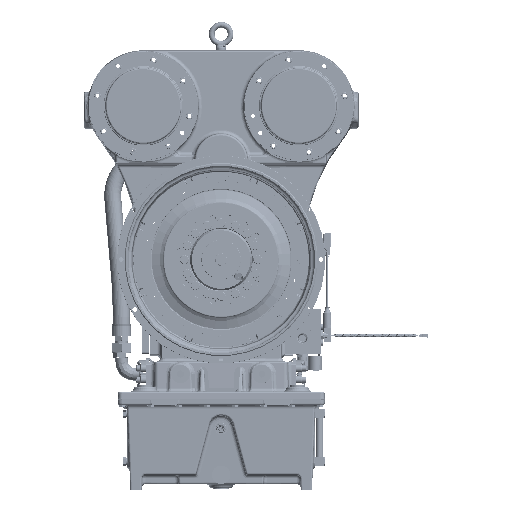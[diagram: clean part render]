
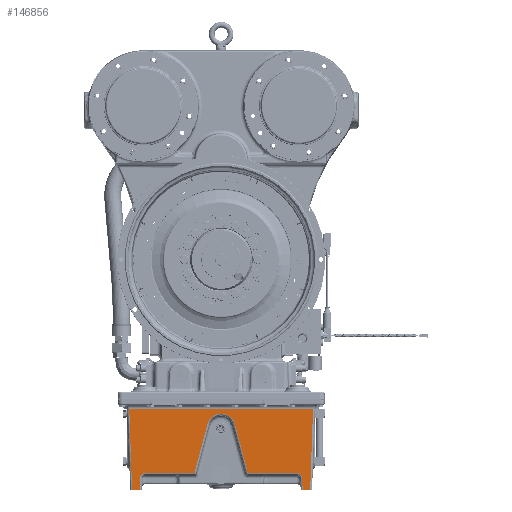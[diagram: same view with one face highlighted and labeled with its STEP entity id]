
A CAD part, top view. The second image highlights one B-rep face of the part: STEP entity #146856.
In plain terms, the highlighted planar face has unit normal (0, -0.035, 0.999).
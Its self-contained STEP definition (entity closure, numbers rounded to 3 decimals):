
#5056 = EDGE_CURVE ( 'NONE', #176376, #146282, #205220, .T. ) ;
#6944 = ORIENTED_EDGE ( 'NONE', *, *, #160193, .F. ) ;
#12634 = LINE ( 'NONE', #251240, #165820 ) ;
#16651 =( BOUNDED_CURVE ( )  B_SPLINE_CURVE ( 3, ( #270866, #248555, #60098, #101926 ),
 .UNSPECIFIED., .F., .T. ) 
 B_SPLINE_CURVE_WITH_KNOTS ( ( 4, 4 ),
 ( 0., 1.536 ),
 .UNSPECIFIED. ) 
 CURVE ( )  GEOMETRIC_REPRESENTATION_ITEM ( )  RATIONAL_B_SPLINE_CURVE ( ( 1., 0.813, 0.813, 1. ) ) 
 REPRESENTATION_ITEM ( '' )  );
#16776 = VECTOR ( 'NONE', #152882, 1000. ) ;
#17840 = ORIENTED_EDGE ( 'NONE', *, *, #197381, .T. ) ;
#20416 = PLANE ( 'NONE',  #152166 ) ;
#20807 = EDGE_CURVE ( 'NONE', #158007, #144667, #234199, .T. ) ;
#29454 = CARTESIAN_POINT ( 'NONE',  ( 23.867, -390.56, 111.649 ) ) ;
#41068 = EDGE_CURVE ( 'NONE', #193393, #82311, #16651, .T. ) ;
#48610 = VECTOR ( 'NONE', #166542, 1000. ) ;
#52834 = ORIENTED_EDGE ( 'NONE', *, *, #217524, .T. ) ;
#54824 = CARTESIAN_POINT ( 'NONE',  ( -215.334, -580.851, 105.004 ) ) ;
#56671 = VECTOR ( 'NONE', #70362, 1000. ) ;
#57355 =( BOUNDED_CURVE ( )  B_SPLINE_CURVE ( 3, ( #90983, #261285, #29454, #157916 ),
 .UNSPECIFIED., .F., .T. ) 
 B_SPLINE_CURVE_WITH_KNOTS ( ( 4, 4 ),
 ( 4.974, 7.592 ),
 .UNSPECIFIED. ) 
 CURVE ( )  GEOMETRIC_REPRESENTATION_ITEM ( )  RATIONAL_B_SPLINE_CURVE ( ( 1., 0.506, 0.506, 1. ) ) 
 REPRESENTATION_ITEM ( '' )  );
#60098 = CARTESIAN_POINT ( 'NONE',  ( 215.036, -572.311, 105.302 ) ) ;
#60652 = CARTESIAN_POINT ( 'NONE',  ( 236.447, -611.2, 103.944 ) ) ;
#65037 = CARTESIAN_POINT ( 'NONE',  ( 180., -395.851, 111.465 ) ) ;
#67540 = LINE ( 'NONE', #70284, #160281 ) ;
#68065 = VECTOR ( 'NONE', #256560, 1000. ) ;
#69118 = LINE ( 'NONE', #237979, #16776 ) ;
#70284 = CARTESIAN_POINT ( 'NONE',  ( 180., -611.2, 103.944 ) ) ;
#70362 = DIRECTION ( 'NONE',  ( -1., 0., 0. ) ) ;
#71188 = VECTOR ( 'NONE', #203537, 1000. ) ;
#71987 = CARTESIAN_POINT ( 'NONE',  ( 180., -366.2, 112.5 ) ) ;
#74812 = EDGE_CURVE ( 'NONE', #143249, #126846, #267185, .T. ) ;
#78943 = CARTESIAN_POINT ( 'NONE',  ( 36.222, -436.669, 110.039 ) ) ;
#79639 = ORIENTED_EDGE ( 'NONE', *, *, #115852, .T. ) ;
#82311 = VERTEX_POINT ( 'NONE', #145823 ) ;
#86979 = EDGE_CURVE ( 'NONE', #143249, #262164, #67540, .T. ) ;
#87357 = LINE ( 'NONE', #65037, #276297 ) ;
#87481 = ORIENTED_EDGE ( 'NONE', *, *, #241743, .T. ) ;
#88391 = VECTOR ( 'NONE', #160420, 1000. ) ;
#90983 = CARTESIAN_POINT ( 'NONE',  ( -36.222, -436.669, 110.039 ) ) ;
#91394 = CARTESIAN_POINT ( 'NONE',  ( 244.924, -368.464, 112.421 ) ) ;
#91440 = DIRECTION ( 'NONE',  ( -1., 0., 0. ) ) ;
#92680 = EDGE_CURVE ( 'NONE', #135583, #120272, #102633, .T. ) ;
#97364 = VECTOR ( 'NONE', #112275, 1000. ) ;
#98293 = CARTESIAN_POINT ( 'NONE',  ( -200.343, -566.374, 105.51 ) ) ;
#98564 = CARTESIAN_POINT ( 'NONE',  ( 200.343, -566.374, 105.51 ) ) ;
#101926 = CARTESIAN_POINT ( 'NONE',  ( 215.334, -580.851, 105.004 ) ) ;
#102271 = LINE ( 'NONE', #251650, #48610 ) ;
#102633 = LINE ( 'NONE', #221790, #206913 ) ;
#104030 = ORIENTED_EDGE ( 'NONE', *, *, #209507, .T. ) ;
#112275 = DIRECTION ( 'NONE',  ( 0.035, 0.999, 0.035 ) ) ;
#115852 = EDGE_CURVE ( 'NONE', #120272, #201843, #57355, .T. ) ;
#120272 = VERTEX_POINT ( 'NONE', #257775 ) ;
#126846 = VERTEX_POINT ( 'NONE', #273681 ) ;
#130624 = DIRECTION ( 'NONE',  ( 0., -0.035, 0.999 ) ) ;
#135583 = VERTEX_POINT ( 'NONE', #191095 ) ;
#140799 = CARTESIAN_POINT ( 'NONE',  ( -215.328, -580.677, 105.01 ) ) ;
#141192 = VERTEX_POINT ( 'NONE', #224563 ) ;
#143249 = VERTEX_POINT ( 'NONE', #60652 ) ;
#144667 = VERTEX_POINT ( 'NONE', #179281 ) ;
#144714 = ORIENTED_EDGE ( 'NONE', *, *, #5056, .T. ) ;
#145823 = CARTESIAN_POINT ( 'NONE',  ( 215.334, -580.851, 105.004 ) ) ;
#145946 = DIRECTION ( 'NONE',  ( 0.259, 0.965, 0.034 ) ) ;
#146282 = VERTEX_POINT ( 'NONE', #98293 ) ;
#146856 = ADVANCED_FACE ( 'NONE', ( #167044 ), #20416, .T. ) ;
#148548 = ORIENTED_EDGE ( 'NONE', *, *, #41068, .T. ) ;
#152166 = AXIS2_PLACEMENT_3D ( 'NONE', #71987, #130624, #176638 ) ;
#152882 = DIRECTION ( 'NONE',  ( 0.259, -0.965, -0.034 ) ) ;
#156481 = CARTESIAN_POINT ( 'NONE',  ( -243.968, -395.851, 111.465 ) ) ;
#157916 = CARTESIAN_POINT ( 'NONE',  ( 36.222, -436.669, 110.039 ) ) ;
#158007 = VERTEX_POINT ( 'NONE', #156481 ) ;
#159925 = ORIENTED_EDGE ( 'NONE', *, *, #86979, .F. ) ;
#160193 = EDGE_CURVE ( 'NONE', #141192, #144667, #179113, .T. ) ;
#160281 = VECTOR ( 'NONE', #198628, 1000. ) ;
#160420 = DIRECTION ( 'NONE',  ( 0.035, -0.999, -0.035 ) ) ;
#165820 = VECTOR ( 'NONE', #247076, 1000. ) ;
#166542 = DIRECTION ( 'NONE',  ( 1., 0., 0. ) ) ;
#167044 = FACE_OUTER_BOUND ( 'NONE', #266778, .T. ) ;
#168097 = ORIENTED_EDGE ( 'NONE', *, *, #92680, .T. ) ;
#170116 = VERTEX_POINT ( 'NONE', #174276 ) ;
#171378 = CARTESIAN_POINT ( 'NONE',  ( -244.486, -381.005, 111.983 ) ) ;
#174276 = CARTESIAN_POINT ( 'NONE',  ( 70.977, -566.374, 105.51 ) ) ;
#176376 = VERTEX_POINT ( 'NONE', #54824 ) ;
#176638 = DIRECTION ( 'NONE',  ( 0., -0.999, -0.035 ) ) ;
#179113 = LINE ( 'NONE', #264303, #56671 ) ;
#179281 = CARTESIAN_POINT ( 'NONE',  ( -236.447, -611.2, 103.944 ) ) ;
#179934 = LINE ( 'NONE', #185420, #88391 ) ;
#182914 = ORIENTED_EDGE ( 'NONE', *, *, #193082, .T. ) ;
#185359 = CARTESIAN_POINT ( 'NONE',  ( -208.889, -566.374, 105.51 ) ) ;
#185420 = CARTESIAN_POINT ( 'NONE',  ( 216.562, -616.026, 103.776 ) ) ;
#191095 = CARTESIAN_POINT ( 'NONE',  ( -70.977, -566.374, 105.51 ) ) ;
#192045 = ORIENTED_EDGE ( 'NONE', *, *, #74812, .T. ) ;
#193082 = EDGE_CURVE ( 'NONE', #82311, #262164, #179934, .T. ) ;
#193393 = VERTEX_POINT ( 'NONE', #98564 ) ;
#194592 = ORIENTED_EDGE ( 'NONE', *, *, #266354, .T. ) ;
#197381 = EDGE_CURVE ( 'NONE', #146282, #135583, #12634, .T. ) ;
#197970 = CARTESIAN_POINT ( 'NONE',  ( 216.394, -611.2, 103.944 ) ) ;
#198628 = DIRECTION ( 'NONE',  ( -1., 0., 0. ) ) ;
#201843 = VERTEX_POINT ( 'NONE', #78943 ) ;
#202137 = LINE ( 'NONE', #140799, #71188 ) ;
#203537 = DIRECTION ( 'NONE',  ( 0.035, 0.999, 0.035 ) ) ;
#205220 =( BOUNDED_CURVE ( )  B_SPLINE_CURVE ( 3, ( #249607, #231421, #185359, #270542 ),
 .UNSPECIFIED., .F., .F. ) 
 B_SPLINE_CURVE_WITH_KNOTS ( ( 4, 4 ),
 ( 1.606, 3.142 ),
 .UNSPECIFIED. ) 
 CURVE ( )  GEOMETRIC_REPRESENTATION_ITEM ( )  RATIONAL_B_SPLINE_CURVE ( ( 1., 0.813, 0.813, 1. ) ) 
 REPRESENTATION_ITEM ( '' )  );
#206913 = VECTOR ( 'NONE', #145946, 1000. ) ;
#209507 = EDGE_CURVE ( 'NONE', #126846, #158007, #87357, .T. ) ;
#217524 = EDGE_CURVE ( 'NONE', #170116, #193393, #102271, .T. ) ;
#221790 = CARTESIAN_POINT ( 'NONE',  ( -36.179, -436.507, 110.045 ) ) ;
#224563 = CARTESIAN_POINT ( 'NONE',  ( -216.394, -611.2, 103.944 ) ) ;
#231421 = CARTESIAN_POINT ( 'NONE',  ( -215.036, -572.311, 105.302 ) ) ;
#234199 = LINE ( 'NONE', #171378, #68065 ) ;
#237979 = CARTESIAN_POINT ( 'NONE',  ( 70.934, -566.213, 105.515 ) ) ;
#241743 = EDGE_CURVE ( 'NONE', #141192, #176376, #202137, .T. ) ;
#247076 = DIRECTION ( 'NONE',  ( 1., 0., 0. ) ) ;
#248555 = CARTESIAN_POINT ( 'NONE',  ( 208.889, -566.374, 105.51 ) ) ;
#249607 = CARTESIAN_POINT ( 'NONE',  ( -215.334, -580.851, 105.004 ) ) ;
#251240 = CARTESIAN_POINT ( 'NONE',  ( 180., -566.374, 105.51 ) ) ;
#251650 = CARTESIAN_POINT ( 'NONE',  ( 180., -566.374, 105.51 ) ) ;
#253973 = ORIENTED_EDGE ( 'NONE', *, *, #20807, .T. ) ;
#256560 = DIRECTION ( 'NONE',  ( 0.035, -0.999, -0.035 ) ) ;
#257775 = CARTESIAN_POINT ( 'NONE',  ( -36.222, -436.669, 110.039 ) ) ;
#261285 = CARTESIAN_POINT ( 'NONE',  ( -23.867, -390.56, 111.649 ) ) ;
#262164 = VERTEX_POINT ( 'NONE', #197970 ) ;
#264303 = CARTESIAN_POINT ( 'NONE',  ( 180., -611.2, 103.944 ) ) ;
#266354 = EDGE_CURVE ( 'NONE', #201843, #170116, #69118, .T. ) ;
#266778 = EDGE_LOOP ( 'NONE', ( #159925, #192045, #104030, #253973, #6944, #87481, #144714, #17840, #168097, #79639, #194592, #52834, #148548, #182914 ) ) ;
#267185 = LINE ( 'NONE', #91394, #97364 ) ;
#270542 = CARTESIAN_POINT ( 'NONE',  ( -200.343, -566.374, 105.51 ) ) ;
#270866 = CARTESIAN_POINT ( 'NONE',  ( 200.343, -566.374, 105.51 ) ) ;
#273681 = CARTESIAN_POINT ( 'NONE',  ( 243.968, -395.851, 111.465 ) ) ;
#276297 = VECTOR ( 'NONE', #91440, 1000. ) ;
